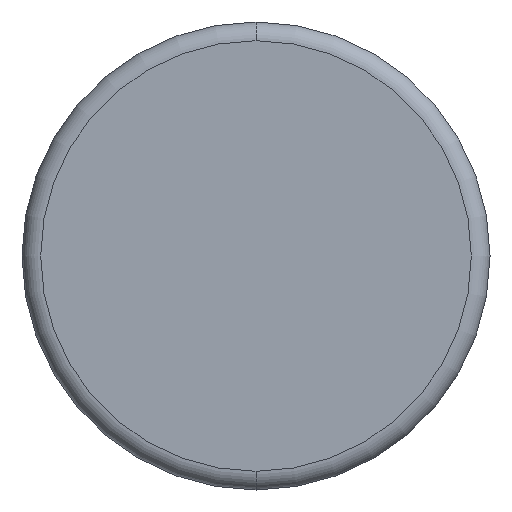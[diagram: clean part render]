
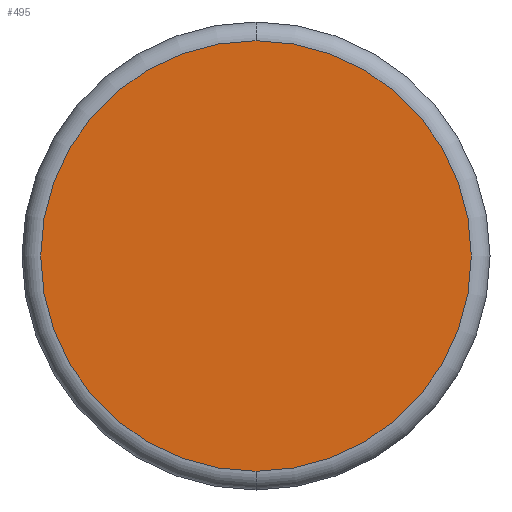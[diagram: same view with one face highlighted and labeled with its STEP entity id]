
A CAD part, front view. The second image highlights one B-rep face of the part: STEP entity #495.
In plain terms, the highlighted planar face has unit normal (0, -1, 0).
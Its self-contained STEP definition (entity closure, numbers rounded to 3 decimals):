
#17 = ORIENTED_EDGE ( 'NONE', *, *, #138, .T. ) ;
#50 = CARTESIAN_POINT ( 'NONE',  ( 2.5, 0., 2.3 ) ) ;
#65 = EDGE_CURVE ( 'NONE', #484, #170, #188, .T. ) ;
#88 = DIRECTION ( 'NONE',  ( 0., -1., 0. ) ) ;
#107 = DIRECTION ( 'NONE',  ( 0., 0., 1. ) ) ;
#138 = EDGE_CURVE ( 'NONE', #170, #484, #304, .T. ) ;
#146 = EDGE_LOOP ( 'NONE', ( #17, #158 ) ) ;
#153 = AXIS2_PLACEMENT_3D ( 'NONE', #283, #88, #339 ) ;
#158 = ORIENTED_EDGE ( 'NONE', *, *, #65, .T. ) ;
#170 = VERTEX_POINT ( 'NONE', #50 ) ;
#183 = FACE_OUTER_BOUND ( 'NONE', #146, .T. ) ;
#188 = CIRCLE ( 'NONE', #153, 2.3 ) ;
#220 = DIRECTION ( 'NONE',  ( 0., 0., 1. ) ) ;
#224 = CARTESIAN_POINT ( 'NONE',  ( 2.5, 0., 0. ) ) ;
#264 = CARTESIAN_POINT ( 'NONE',  ( 0., 0., 0. ) ) ;
#283 = CARTESIAN_POINT ( 'NONE',  ( 2.5, 0., 0. ) ) ;
#301 = DIRECTION ( 'NONE',  ( 0., -1., 0. ) ) ;
#304 = CIRCLE ( 'NONE', #357, 2.3 ) ;
#339 = DIRECTION ( 'NONE',  ( 0., 0., 1. ) ) ;
#352 = PLANE ( 'NONE',  #497 ) ;
#357 = AXIS2_PLACEMENT_3D ( 'NONE', #224, #301, #107 ) ;
#469 = CARTESIAN_POINT ( 'NONE',  ( 2.5, 0., -2.3 ) ) ;
#484 = VERTEX_POINT ( 'NONE', #469 ) ;
#495 = ADVANCED_FACE ( 'NONE', ( #183 ), #352, .F. ) ;
#497 = AXIS2_PLACEMENT_3D ( 'NONE', #264, #510, #220 ) ;
#510 = DIRECTION ( 'NONE',  ( 0., 1., 0. ) ) ;
